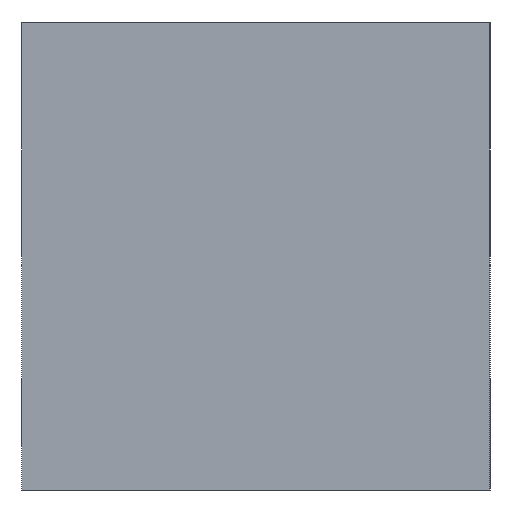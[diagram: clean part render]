
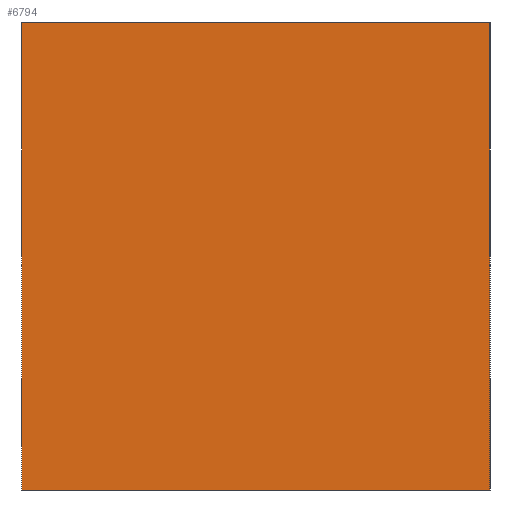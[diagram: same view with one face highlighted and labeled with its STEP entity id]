
A CAD part, left-side view. The second image highlights one B-rep face of the part: STEP entity #6794.
In plain terms, the highlighted planar face has unit normal (-1, 0, 0).
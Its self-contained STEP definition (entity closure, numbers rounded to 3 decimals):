
#643=PLANE('',#7281);
#1049=FACE_OUTER_BOUND('',#1466,.T.);
#1466=EDGE_LOOP('',(#6018,#6019,#6020,#6021));
#1855=LINE('',#27579,#2251);
#1858=LINE('',#27585,#2254);
#1863=LINE('',#27594,#2259);
#1868=LINE('',#27602,#2264);
#2251=VECTOR('',#8598,10.);
#2254=VECTOR('',#8603,10.);
#2259=VECTOR('',#8612,10.);
#2264=VECTOR('',#8619,10.);
#2974=VERTEX_POINT('',#27576);
#2975=VERTEX_POINT('',#27578);
#2976=VERTEX_POINT('',#27582);
#2977=VERTEX_POINT('',#27584);
#3989=EDGE_CURVE('',#2975,#2974,#1855,.T.);
#3992=EDGE_CURVE('',#2977,#2976,#1858,.T.);
#3997=EDGE_CURVE('',#2976,#2975,#1863,.T.);
#4002=EDGE_CURVE('',#2974,#2977,#1868,.T.);
#6018=ORIENTED_EDGE('',*,*,#3992,.T.);
#6019=ORIENTED_EDGE('',*,*,#3997,.T.);
#6020=ORIENTED_EDGE('',*,*,#3989,.T.);
#6021=ORIENTED_EDGE('',*,*,#4002,.T.);
#6794=ADVANCED_FACE('',(#1049),#643,.T.);
#7281=AXIS2_PLACEMENT_3D('',#27603,#8620,#8621);
#8598=DIRECTION('',(0.,0.,1.));
#8603=DIRECTION('',(0.,0.,-1.));
#8612=DIRECTION('',(0.,-1.,0.));
#8619=DIRECTION('',(0.,1.,0.));
#8620=DIRECTION('center_axis',(-1.,0.,0.));
#8621=DIRECTION('ref_axis',(0.,0.,1.));
#27576=CARTESIAN_POINT('',(-75.,-19.,19.));
#27578=CARTESIAN_POINT('',(-75.,-19.,-19.));
#27579=CARTESIAN_POINT('',(-75.,-19.,-19.));
#27582=CARTESIAN_POINT('',(-75.,19.,-19.));
#27584=CARTESIAN_POINT('',(-75.,19.,19.));
#27585=CARTESIAN_POINT('',(-75.,19.,19.));
#27594=CARTESIAN_POINT('',(-75.,19.,-19.));
#27602=CARTESIAN_POINT('',(-75.,-19.,19.));
#27603=CARTESIAN_POINT('Origin',(-75.,0.,0.));
